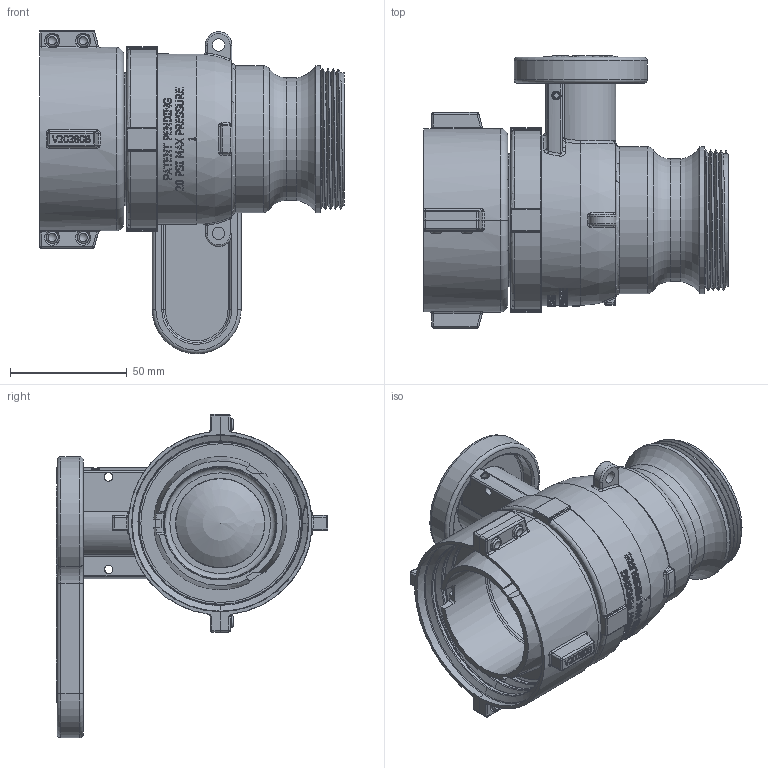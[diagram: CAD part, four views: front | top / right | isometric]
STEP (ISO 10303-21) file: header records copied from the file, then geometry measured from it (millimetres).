
FILE_DESCRIPTION(/* description */ ('2" STUBBY QDC WELD BODY'),/* implementation_level */ '2;1');
FILE_NAME(/* name */ 'WSF210.stp',/* time_stamp */ '2015-06-19T15:19:43-04:00',/* author */ ('areid'),/* organization */ (''),/* preprocessor_version */ 'ST-DEVELOPER v15.6',/* originating_system */ 'Autodesk Inventor 2015',/* authorisation */ '');
FILE_SCHEMA (('AUTOMOTIVE_DESIGN { 1 0 10303 214 3 1 1 }'));
Products named in the file (15): WSF20264X; WSF20264; V20280A; V20280B; W20284GS; WS20002; WS20153; WS20163; V20255BX; WS20255; WS20255T; WS20284R1X; WS20258; WS20284R1; WSF210
Bounding box: 130.78 x 116.66 x 138.81 mm (x, y, z)
Volume: 313733.1 mm3; surface area: 146669.1 mm2
Topology: 11 solids, 11 shells, 2290 faces, 5995 edges, 3824 vertices
Faces by surface type: plane 1063, bspline 672, cylinder 317, torus 141, sphere 55, cone 42
Full cylindrical faces by diameter (mm): 3.175 x2, 3.251 x1, 3.683 x2, 3.962 x1, 4.775 x2, 5.08 x4, 5.258 x2, 5.283 x4, 6.528 x4, 7.925 x1, 18.161 x1, 18.288 x1, 22.225 x3, 23.495 x2, 24.079 x1, 30.226 x1, 30.988 x1, 38.1 x3, 38.354 x1, 42.875 x1, 43.129 x2, 43.18 x1, 47.752 x1, 48.514 x1, 48.768 x1, 50.292 x1, 52.578 x1, 53.569 x1, 55.88 x1, 56.896 x1
Entity records: 82018 total; most frequent: CARTESIAN_POINT 30504, ORIENTED_EDGE 11518, DIRECTION 8725, EDGE_CURVE 5759, VERTEX_POINT 3787, LINE 3041, VECTOR 3041, AXIS2_PLACEMENT_3D 2842
